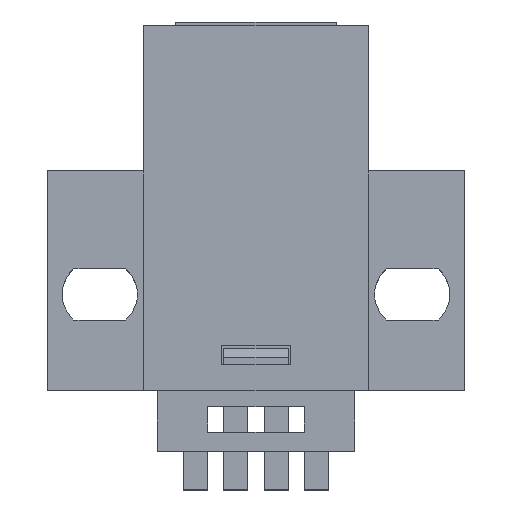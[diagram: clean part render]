
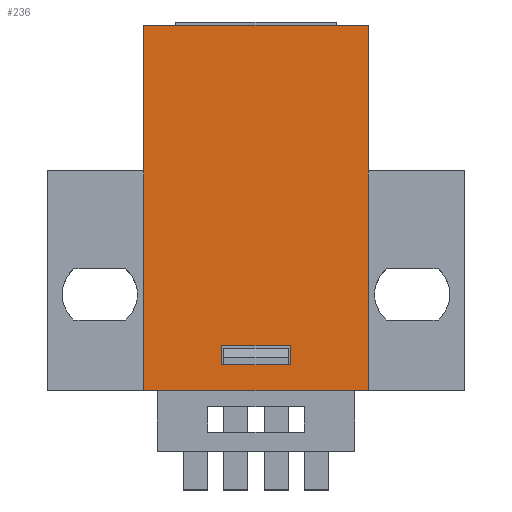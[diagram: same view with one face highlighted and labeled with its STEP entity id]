
A CAD part, top view. The second image highlights one B-rep face of the part: STEP entity #236.
In plain terms, the highlighted planar face has unit normal (0, 0, 1).
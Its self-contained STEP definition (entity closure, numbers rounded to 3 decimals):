
#174=FACE_BOUND('',#815,.T.);
#175=FACE_BOUND('',#816,.T.);
#236=ADVANCED_FACE('',(#174,#175),#435,.F.);
#435=PLANE('',#3978);
#815=EDGE_LOOP('',(#1193,#1194,#1195,#1196));
#816=EDGE_LOOP('',(#1197,#1198,#1199,#1200,#1201,#1202));
#1193=ORIENTED_EDGE('',*,*,#2573,.T.);
#1194=ORIENTED_EDGE('',*,*,#2574,.T.);
#1195=ORIENTED_EDGE('',*,*,#2575,.T.);
#1196=ORIENTED_EDGE('',*,*,#2576,.T.);
#1197=ORIENTED_EDGE('',*,*,#2564,.T.);
#1198=ORIENTED_EDGE('',*,*,#2577,.T.);
#1199=ORIENTED_EDGE('',*,*,#2543,.T.);
#1200=ORIENTED_EDGE('',*,*,#2578,.F.);
#1201=ORIENTED_EDGE('',*,*,#2536,.F.);
#1202=ORIENTED_EDGE('',*,*,#2454,.F.);
#2089=VERTEX_POINT('',#5199);
#2091=VERTEX_POINT('',#5202);
#2167=VERTEX_POINT('',#5367);
#2171=VERTEX_POINT('',#5378);
#2172=VERTEX_POINT('',#5380);
#2188=VERTEX_POINT('',#5419);
#2196=VERTEX_POINT('',#5439);
#2197=VERTEX_POINT('',#5440);
#2198=VERTEX_POINT('',#5442);
#2199=VERTEX_POINT('',#5444);
#2454=EDGE_CURVE('',#2089,#2091,#2989,.T.);
#2536=EDGE_CURVE('',#2091,#2167,#3071,.T.);
#2543=EDGE_CURVE('',#2172,#2171,#3078,.T.);
#2564=EDGE_CURVE('',#2089,#2188,#3095,.T.);
#2573=EDGE_CURVE('',#2196,#2197,#3102,.T.);
#2574=EDGE_CURVE('',#2197,#2198,#3103,.T.);
#2575=EDGE_CURVE('',#2198,#2199,#3104,.T.);
#2576=EDGE_CURVE('',#2199,#2196,#3105,.T.);
#2577=EDGE_CURVE('',#2188,#2172,#3106,.T.);
#2578=EDGE_CURVE('',#2167,#2171,#3107,.T.);
#2989=LINE('',#5201,#3480);
#3071=LINE('',#5366,#3562);
#3078=LINE('',#5379,#3569);
#3095=LINE('',#5420,#3586);
#3102=LINE('',#5438,#3593);
#3103=LINE('',#5441,#3594);
#3104=LINE('',#5443,#3595);
#3105=LINE('',#5445,#3596);
#3106=LINE('',#5446,#3597);
#3107=LINE('',#5447,#3598);
#3480=VECTOR('',#4233,1.);
#3562=VECTOR('',#4329,1.);
#3569=VECTOR('',#4338,1.);
#3586=VECTOR('',#4369,1.);
#3593=VECTOR('',#4384,1.);
#3594=VECTOR('',#4385,1.);
#3595=VECTOR('',#4386,1.);
#3596=VECTOR('',#4387,1.);
#3597=VECTOR('',#4388,1.);
#3598=VECTOR('',#4389,1.);
#3978=AXIS2_PLACEMENT_3D('',#5448,#4390,#4391);
#4233=DIRECTION('',(1.,0.,0.));
#4329=DIRECTION('',(0.,-1.,0.));
#4338=DIRECTION('',(1.,0.,0.));
#4369=DIRECTION('',(0.,-1.,0.));
#4384=DIRECTION('',(0.,-1.,0.));
#4385=DIRECTION('',(-1.,0.,0.));
#4386=DIRECTION('',(0.,1.,0.));
#4387=DIRECTION('',(1.,0.,0.));
#4388=DIRECTION('',(0.,-1.,0.));
#4389=DIRECTION('',(0.,-1.,0.));
#4390=DIRECTION('',(0.,0.,-1.));
#4391=DIRECTION('',(-1.,0.,0.));
#5199=CARTESIAN_POINT('',(3.,17.,7.3));
#5201=CARTESIAN_POINT('',(17.,17.,7.3));
#5202=CARTESIAN_POINT('',(17.,17.,7.3));
#5366=CARTESIAN_POINT('',(17.,17.,7.3));
#5367=CARTESIAN_POINT('',(17.,7.9,7.3));
#5378=CARTESIAN_POINT('',(17.,-5.8,7.3));
#5379=CARTESIAN_POINT('',(17.,-5.8,7.3));
#5380=CARTESIAN_POINT('',(3.,-5.8,7.3));
#5419=CARTESIAN_POINT('',(3.,7.9,7.3));
#5420=CARTESIAN_POINT('',(3.,17.,7.3));
#5438=CARTESIAN_POINT('',(12.15,17.,7.3));
#5439=CARTESIAN_POINT('',(12.15,-3.,7.3));
#5440=CARTESIAN_POINT('',(12.15,-4.2,7.3));
#5441=CARTESIAN_POINT('',(17.,-4.2,7.3));
#5442=CARTESIAN_POINT('',(7.85,-4.2,7.3));
#5443=CARTESIAN_POINT('',(7.85,17.,7.3));
#5444=CARTESIAN_POINT('',(7.85,-3.,7.3));
#5445=CARTESIAN_POINT('',(17.,-3.,7.3));
#5446=CARTESIAN_POINT('',(3.,17.,7.3));
#5447=CARTESIAN_POINT('',(17.,17.,7.3));
#5448=CARTESIAN_POINT('',(17.,17.,7.3));
